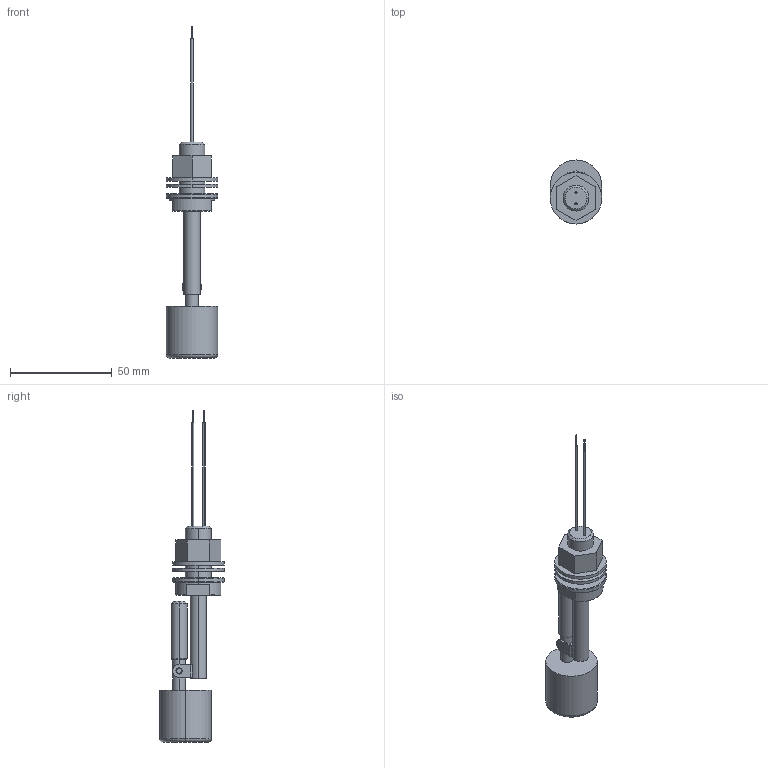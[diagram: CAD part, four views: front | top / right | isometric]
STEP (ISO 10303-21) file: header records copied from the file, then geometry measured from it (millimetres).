
FILE_DESCRIPTION (( 'STEP AP214' ), '1' );
FILE_NAME ('FLS-HL-200.STEP', '2014-01-31T18:32:58', ( '' ), ( '' ), 'SwSTEP 2.0', 'SolidWorks 2013', '' );
FILE_SCHEMA (( 'AUTOMOTIVE_DESIGN' ));
Length unit declared in the file: inch
Products named in the file (1): FLS-HL-200
Bounding box: 25.4 x 31.64 x 163.38 mm (x, y, z)
Volume: 16115.8 mm3; surface area: 13988.5 mm2
Topology: 9 solids, 10 shells, 141 faces, 302 edges, 194 vertices
Faces by surface type: cylinder 67, plane 52, cone 18, torus 4
Entity records: 4014 total; most frequent: DIRECTION 744, CARTESIAN_POINT 650, ORIENTED_EDGE 604, AXIS2_PLACEMENT_3D 304, EDGE_CURVE 302, VERTEX_POINT 194, EDGE_LOOP 164, CIRCLE 162
